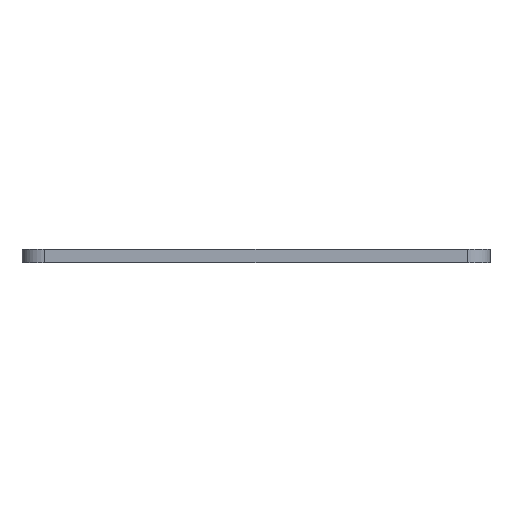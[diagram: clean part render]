
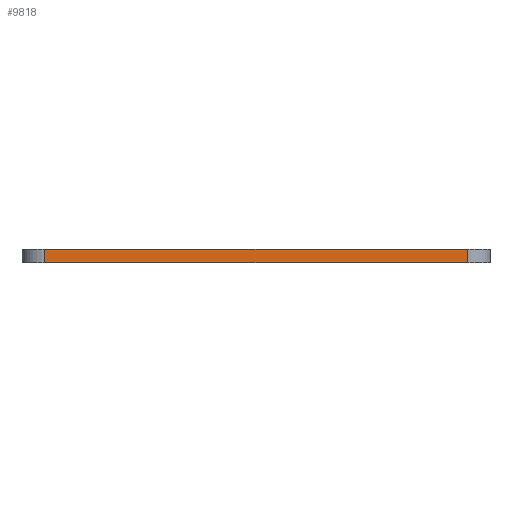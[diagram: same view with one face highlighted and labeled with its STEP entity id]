
A CAD part, left-side view. The second image highlights one B-rep face of the part: STEP entity #9818.
In plain terms, the highlighted planar face has unit normal (-1, 0, 0).
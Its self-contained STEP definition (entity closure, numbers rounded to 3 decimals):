
#1124=PLANE('',#10139);
#1641=FACE_OUTER_BOUND('',#2212,.T.);
#2212=EDGE_LOOP('',(#9247,#9248,#9249,#9250));
#2215=LINE('',#11573,#2998);
#2223=LINE('',#11595,#3006);
#2275=LINE('',#11792,#3058);
#2406=LINE('',#13630,#3189);
#2998=VECTOR('',#10150,10.);
#3006=VECTOR('',#10166,10.);
#3058=VECTOR('',#10320,10.);
#3189=VECTOR('',#10543,10.);
#3876=VERTEX_POINT('',#11566);
#3879=VERTEX_POINT('',#11571);
#3889=VERTEX_POINT('',#11593);
#3983=VERTEX_POINT('',#11791);
#4857=EDGE_CURVE('',#3879,#3876,#2215,.T.);
#4868=EDGE_CURVE('',#3889,#3879,#2223,.T.);
#4966=EDGE_CURVE('',#3876,#3983,#2275,.T.);
#5390=EDGE_CURVE('',#3983,#3889,#2406,.T.);
#9247=ORIENTED_EDGE('',*,*,#4857,.F.);
#9248=ORIENTED_EDGE('',*,*,#4868,.F.);
#9249=ORIENTED_EDGE('',*,*,#5390,.F.);
#9250=ORIENTED_EDGE('',*,*,#4966,.F.);
#9818=ADVANCED_FACE('',(#1641),#1124,.T.);
#10139=AXIS2_PLACEMENT_3D('',#19523,#11560,#11561);
#10150=DIRECTION('',(0.,0.,1.));
#10166=DIRECTION('',(0.,1.,0.));
#10320=DIRECTION('',(0.,-1.,0.));
#10543=DIRECTION('',(0.,0.,-1.));
#11560=DIRECTION('center_axis',(-1.,0.,0.));
#11561=DIRECTION('ref_axis',(0.,-1.,0.));
#11566=CARTESIAN_POINT('',(-10.,88.47,21.));
#11571=CARTESIAN_POINT('',(-10.,88.47,18.));
#11573=CARTESIAN_POINT('',(-10.,88.47,18.));
#11593=CARTESIAN_POINT('',(-10.,-5.,18.));
#11595=CARTESIAN_POINT('',(-10.,-10.,18.));
#11791=CARTESIAN_POINT('',(-10.,-5.,21.));
#11792=CARTESIAN_POINT('',(-10.,-10.,21.));
#13630=CARTESIAN_POINT('',(-10.,-5.,18.));
#19523=CARTESIAN_POINT('Origin',(-10.,93.47,18.));
